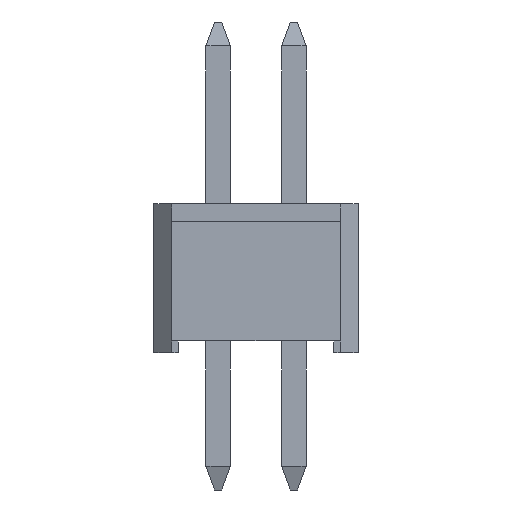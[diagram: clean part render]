
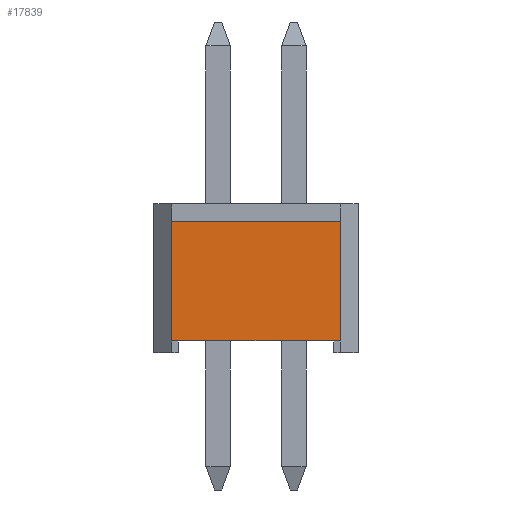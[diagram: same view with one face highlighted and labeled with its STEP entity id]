
A CAD part, left-side view. The second image highlights one B-rep face of the part: STEP entity #17839.
In plain terms, the highlighted planar face has unit normal (-1, 0, 0).
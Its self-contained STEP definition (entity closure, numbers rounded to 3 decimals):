
#489 = LINE ( 'NONE', #19100, #25131 ) ;
#491 = ORIENTED_EDGE ( 'NONE', *, *, #9403, .F. ) ;
#874 = CARTESIAN_POINT ( 'NONE',  ( -3.175, 1.415, 2.5 ) ) ;
#1384 = EDGE_CURVE ( 'NONE', #13843, #8574, #10645, .T. ) ;
#3707 = LINE ( 'NONE', #11849, #16951 ) ;
#4375 = CARTESIAN_POINT ( 'NONE',  ( -3.175, -1.3, 0.2 ) ) ;
#4931 = DIRECTION ( 'NONE',  ( 0., 0., -1. ) ) ;
#5259 = CARTESIAN_POINT ( 'NONE',  ( -3.175, -1.415, 2.2 ) ) ;
#5742 = ORIENTED_EDGE ( 'NONE', *, *, #24082, .F. ) ;
#7431 = DIRECTION ( 'NONE',  ( 0., -1., 0. ) ) ;
#7455 = CARTESIAN_POINT ( 'NONE',  ( -3.175, 1.415, 2.2 ) ) ;
#8574 = VERTEX_POINT ( 'NONE', #23146 ) ;
#9403 = EDGE_CURVE ( 'NONE', #15767, #24564, #489, .T. ) ;
#10345 = DIRECTION ( 'NONE',  ( 1., 0., 0. ) ) ;
#10497 = EDGE_CURVE ( 'NONE', #24564, #8574, #25092, .T. ) ;
#10504 = AXIS2_PLACEMENT_3D ( 'NONE', #12460, #10345, #20669 ) ;
#10535 = VECTOR ( 'NONE', #21098, 1000. ) ;
#10645 = LINE ( 'NONE', #874, #10535 ) ;
#11849 = CARTESIAN_POINT ( 'NONE',  ( -3.175, 1.415, 2.2 ) ) ;
#12460 = CARTESIAN_POINT ( 'NONE',  ( -3.175, 1.415, 2.5 ) ) ;
#12769 = DIRECTION ( 'NONE',  ( 0., 1., 0. ) ) ;
#13144 = EDGE_LOOP ( 'NONE', ( #491, #5742, #14092, #13914 ) ) ;
#13843 = VERTEX_POINT ( 'NONE', #7455 ) ;
#13914 = ORIENTED_EDGE ( 'NONE', *, *, #10497, .F. ) ;
#14092 = ORIENTED_EDGE ( 'NONE', *, *, #1384, .T. ) ;
#15767 = VERTEX_POINT ( 'NONE', #5259 ) ;
#16601 = FACE_OUTER_BOUND ( 'NONE', #13144, .T. ) ;
#16742 = PLANE ( 'NONE',  #10504 ) ;
#16951 = VECTOR ( 'NONE', #7431, 1000. ) ;
#17839 = ADVANCED_FACE ( 'NONE', ( #16601 ), #16742, .F. ) ;
#19100 = CARTESIAN_POINT ( 'NONE',  ( -3.175, -1.415, 2.5 ) ) ;
#19571 = CARTESIAN_POINT ( 'NONE',  ( -3.175, -1.415, 0.2 ) ) ;
#20669 = DIRECTION ( 'NONE',  ( 0., 1., 0. ) ) ;
#21098 = DIRECTION ( 'NONE',  ( 0., 0., -1. ) ) ;
#23146 = CARTESIAN_POINT ( 'NONE',  ( -3.175, 1.415, 0.2 ) ) ;
#24082 = EDGE_CURVE ( 'NONE', #13843, #15767, #3707, .T. ) ;
#24564 = VERTEX_POINT ( 'NONE', #19571 ) ;
#25092 = LINE ( 'NONE', #4375, #26476 ) ;
#25131 = VECTOR ( 'NONE', #4931, 1000. ) ;
#26476 = VECTOR ( 'NONE', #12769, 1000. ) ;
